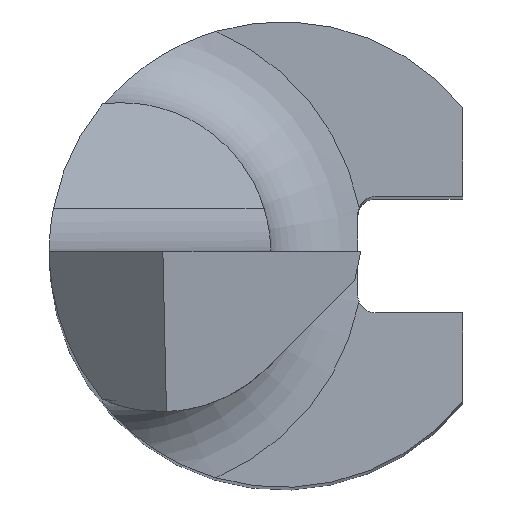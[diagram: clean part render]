
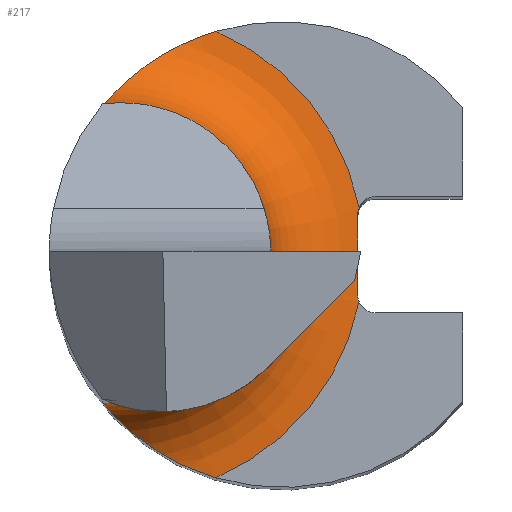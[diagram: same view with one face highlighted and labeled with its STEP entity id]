
A CAD part, top view. The second image highlights one B-rep face of the part: STEP entity #217.
In plain terms, the highlighted toroidal (fillet/blend) face has major radius 2.083 mm and minor radius 0.8 mm.
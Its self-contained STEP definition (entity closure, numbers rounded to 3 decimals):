
#5 = CARTESIAN_POINT ( 'NONE',  ( 0.65, 0.35, 14. ) ) ;
#24 = AXIS2_PLACEMENT_3D ( 'NONE', #202, #94, #646 ) ;
#25 = CARTESIAN_POINT ( 'NONE',  ( -1.512, 1.312, 14.54 ) ) ;
#36 = AXIS2_PLACEMENT_3D ( 'NONE', #105, #309, #740 ) ;
#39 = CARTESIAN_POINT ( 'NONE',  ( 0.66, -0.405, 14. ) ) ;
#52 = DIRECTION ( 'NONE',  ( 0., 0., 1. ) ) ;
#75 = EDGE_CURVE ( 'NONE', #825, #638, #871, .T. ) ;
#78 = CARTESIAN_POINT ( 'NONE',  ( -1.543, 1.272, 14.8 ) ) ;
#80 = ORIENTED_EDGE ( 'NONE', *, *, #175, .F. ) ;
#85 = CIRCLE ( 'NONE', #24, 2.082 ) ;
#94 = DIRECTION ( 'NONE',  ( 0., 0., -1. ) ) ;
#101 = CARTESIAN_POINT ( 'NONE',  ( -1.543, -1.272, 14.667 ) ) ;
#105 = CARTESIAN_POINT ( 'NONE',  ( -1.383, 0., 14.8 ) ) ;
#106 = VERTEX_POINT ( 'NONE', #5 ) ;
#110 = CARTESIAN_POINT ( 'NONE',  ( -1.403, -1.427, 14.327 ) ) ;
#118 = EDGE_CURVE ( 'NONE', #667, #606, #751, .T. ) ;
#161 = CARTESIAN_POINT ( 'NONE',  ( 0.65, -0.35, 14. ) ) ;
#162 = VERTEX_POINT ( 'NONE', #527 ) ;
#167 = CARTESIAN_POINT ( 'NONE',  ( -1.543, 1.272, 14.8 ) ) ;
#173 = CARTESIAN_POINT ( 'NONE',  ( -1.512, -1.312, 14.539 ) ) ;
#175 = EDGE_CURVE ( 'NONE', #369, #162, #205, .T. ) ;
#202 = CARTESIAN_POINT ( 'NONE',  ( -1.383, 0., 14. ) ) ;
#205 = B_SPLINE_CURVE_WITH_KNOTS ( 'NONE', 3,
 ( #666, #678, #584, #530, #873, #595, #110, #173, #101, #661 ),
 .UNSPECIFIED., .F., .F.,
 ( 4, 2, 2, 2, 4 ),
 ( 0., 0., 0.001, 0.001, 0.002 ),
 .UNSPECIFIED. ) ;
#209 = TOROIDAL_SURFACE ( 'NONE', #36, 2.082, 0.8 ) ;
#217 = ADVANCED_FACE ( 'NONE', ( #452 ), #209, .F. ) ;
#235 = CARTESIAN_POINT ( 'NONE',  ( -1.328, 1.5, 14.244 ) ) ;
#269 = DIRECTION ( 'NONE',  ( 1., 0., 0. ) ) ;
#299 = DIRECTION ( 'NONE',  ( 0., 0., -1. ) ) ;
#309 = DIRECTION ( 'NONE',  ( 0., 0., 1. ) ) ;
#317 = CARTESIAN_POINT ( 'NONE',  ( 0.65, -0.35, 14. ) ) ;
#340 = EDGE_CURVE ( 'NONE', #162, #524, #505, .T. ) ;
#341 = CARTESIAN_POINT ( 'NONE',  ( 0.66, -0.405, 14. ) ) ;
#350 = CARTESIAN_POINT ( 'NONE',  ( 0.66, 0.405, 14. ) ) ;
#364 = CARTESIAN_POINT ( 'NONE',  ( 0.66, 0.405, 14. ) ) ;
#369 = VERTEX_POINT ( 'NONE', #908 ) ;
#385 = CARTESIAN_POINT ( 'NONE',  ( -0.696, 1.88, 14. ) ) ;
#411 = ORIENTED_EDGE ( 'NONE', *, *, #340, .F. ) ;
#419 = CARTESIAN_POINT ( 'NONE',  ( 0.65, 0.369, 14. ) ) ;
#437 = B_SPLINE_CURVE_WITH_KNOTS ( 'NONE', 3,
 ( #522, #808, #818, #317 ),
 .UNSPECIFIED., .F., .F.,
 ( 4, 4 ),
 ( 0.114, 0.886 ),
 .UNSPECIFIED. ) ;
#447 = CARTESIAN_POINT ( 'NONE',  ( 0.65, -0.369, 14. ) ) ;
#450 = CARTESIAN_POINT ( 'NONE',  ( -1.044, 1.711, 14.071 ) ) ;
#452 = FACE_OUTER_BOUND ( 'NONE', #817, .T. ) ;
#458 = B_SPLINE_CURVE_WITH_KNOTS ( 'NONE', 3,
 ( #553, #419, #771, #350 ),
 .UNSPECIFIED., .F., .F.,
 ( 4, 4 ),
 ( 0., 0. ),
 .UNSPECIFIED. ) ;
#459 = CARTESIAN_POINT ( 'NONE',  ( 0.653, -0.387, 14. ) ) ;
#492 = DIRECTION ( 'NONE',  ( 1., 0., 0. ) ) ;
#498 = CARTESIAN_POINT ( 'NONE',  ( -0.569, 1.917, 14. ) ) ;
#505 = CIRCLE ( 'NONE', #684, 1.282 ) ;
#515 = CARTESIAN_POINT ( 'NONE',  ( -1.149, 1.641, 14.116 ) ) ;
#521 = EDGE_CURVE ( 'NONE', #106, #606, #437, .T. ) ;
#522 = CARTESIAN_POINT ( 'NONE',  ( 0.65, 0.35, 14. ) ) ;
#524 = VERTEX_POINT ( 'NONE', #78 ) ;
#527 = CARTESIAN_POINT ( 'NONE',  ( -1.543, -1.272, 14.8 ) ) ;
#528 = ORIENTED_EDGE ( 'NONE', *, *, #118, .T. ) ;
#530 = CARTESIAN_POINT ( 'NONE',  ( -1.045, -1.71, 14.071 ) ) ;
#531 = ORIENTED_EDGE ( 'NONE', *, *, #811, .F. ) ;
#553 = CARTESIAN_POINT ( 'NONE',  ( 0.65, 0.35, 14. ) ) ;
#572 = EDGE_CURVE ( 'NONE', #524, #825, #903, .T. ) ;
#584 = CARTESIAN_POINT ( 'NONE',  ( -0.817, -1.83, 14.013 ) ) ;
#585 = ORIENTED_EDGE ( 'NONE', *, *, #674, .T. ) ;
#588 = CARTESIAN_POINT ( 'NONE',  ( -1.404, 1.427, 14.328 ) ) ;
#595 = CARTESIAN_POINT ( 'NONE',  ( -1.327, -1.501, 14.243 ) ) ;
#606 = VERTEX_POINT ( 'NONE', #658 ) ;
#638 = VERTEX_POINT ( 'NONE', #364 ) ;
#646 = DIRECTION ( 'NONE',  ( 1., 0., 0. ) ) ;
#656 = CARTESIAN_POINT ( 'NONE',  ( -1.383, 0., 14. ) ) ;
#658 = CARTESIAN_POINT ( 'NONE',  ( 0.65, -0.35, 14. ) ) ;
#661 = CARTESIAN_POINT ( 'NONE',  ( -1.543, -1.272, 14.8 ) ) ;
#665 = CARTESIAN_POINT ( 'NONE',  ( -0.569, 1.917, 14. ) ) ;
#666 = CARTESIAN_POINT ( 'NONE',  ( -0.569, -1.917, 14. ) ) ;
#667 = VERTEX_POINT ( 'NONE', #341 ) ;
#674 = EDGE_CURVE ( 'NONE', #106, #638, #458, .T. ) ;
#675 = CARTESIAN_POINT ( 'NONE',  ( -1.543, 1.272, 14.667 ) ) ;
#678 = CARTESIAN_POINT ( 'NONE',  ( -0.696, -1.88, 14. ) ) ;
#681 = ORIENTED_EDGE ( 'NONE', *, *, #572, .F. ) ;
#684 = AXIS2_PLACEMENT_3D ( 'NONE', #752, #52, #269 ) ;
#732 = CARTESIAN_POINT ( 'NONE',  ( -0.818, 1.83, 14.013 ) ) ;
#736 = ORIENTED_EDGE ( 'NONE', *, *, #521, .F. ) ;
#740 = DIRECTION ( 'NONE',  ( 1., 0., 0. ) ) ;
#747 = ORIENTED_EDGE ( 'NONE', *, *, #75, .F. ) ;
#751 = B_SPLINE_CURVE_WITH_KNOTS ( 'NONE', 3,
 ( #39, #459, #447, #161 ),
 .UNSPECIFIED., .F., .F.,
 ( 4, 4 ),
 ( 0., 0. ),
 .UNSPECIFIED. ) ;
#752 = CARTESIAN_POINT ( 'NONE',  ( -1.383, 0., 14.8 ) ) ;
#771 = CARTESIAN_POINT ( 'NONE',  ( 0.653, 0.387, 14. ) ) ;
#808 = CARTESIAN_POINT ( 'NONE',  ( 0.65, 0.117, 14. ) ) ;
#811 = EDGE_CURVE ( 'NONE', #667, #369, #85, .T. ) ;
#817 = EDGE_LOOP ( 'NONE', ( #736, #585, #747, #681, #411, #80, #531, #528 ) ) ;
#818 = CARTESIAN_POINT ( 'NONE',  ( 0.65, -0.117, 14. ) ) ;
#825 = VERTEX_POINT ( 'NONE', #498 ) ;
#836 = AXIS2_PLACEMENT_3D ( 'NONE', #656, #299, #492 ) ;
#871 = CIRCLE ( 'NONE', #836, 2.082 ) ;
#873 = CARTESIAN_POINT ( 'NONE',  ( -1.147, -1.642, 14.115 ) ) ;
#903 = B_SPLINE_CURVE_WITH_KNOTS ( 'NONE', 3,
 ( #167, #675, #25, #588, #235, #515, #450, #732, #385, #665 ),
 .UNSPECIFIED., .F., .F.,
 ( 4, 2, 2, 2, 4 ),
 ( 0., 0., 0.001, 0.001, 0.002 ),
 .UNSPECIFIED. ) ;
#908 = CARTESIAN_POINT ( 'NONE',  ( -0.569, -1.917, 14. ) ) ;
